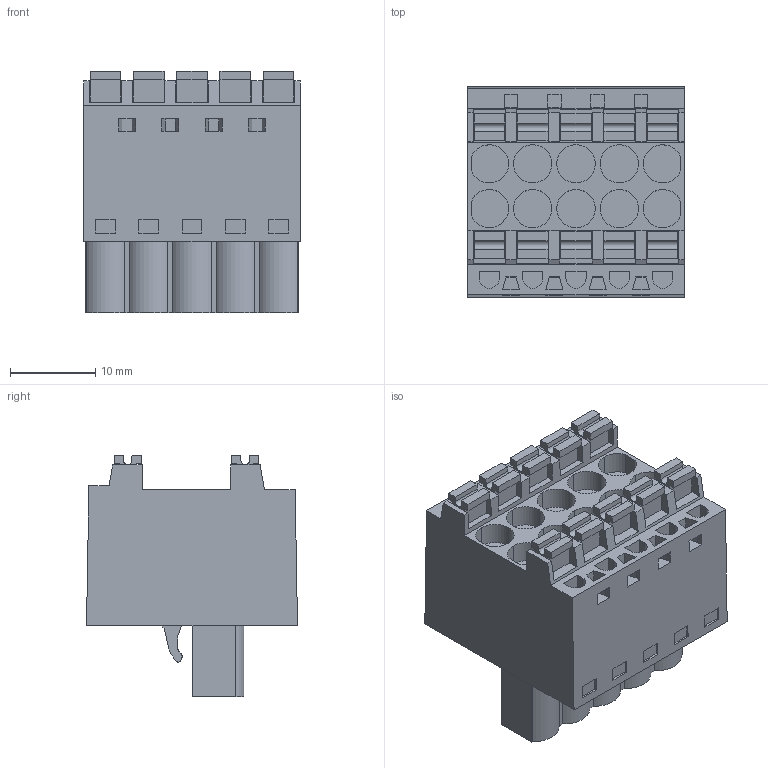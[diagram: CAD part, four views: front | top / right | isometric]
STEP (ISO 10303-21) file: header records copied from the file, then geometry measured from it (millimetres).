
FILE_DESCRIPTION(('CATIA V5 STEP Exchange','CAx-IF Rec.Pracs.--- Model Styling and Organization---1.4--- 2014-01-23'),'2;1');
FILE_NAME ('D1446243_0_1001180000_1001180000.stp','2017-09-09T08:14:58+00:00',('none'),('Weidmueller'),'CATIA Version 5-6 Release 2016','CATIA V5 STEP AP214','none');
FILE_SCHEMA(('AUTOMOTIVE_DESIGN { 1 0 10303 214 1 1 1 1 }'));
Length unit declared in the file: millimetre
Products named in the file (1): 1001180000
Bounding box: 25.4 x 24.75 x 28.33 mm (x, y, z)
Volume: 10738.8 mm3; surface area: 5357.6 mm2
Topology: 11 solids, 11 shells, 543 faces, 1510 edges, 1030 vertices
Faces by surface type: plane 465, cylinder 70, extrusion 8
Entity records: 16037 total; most frequent: ORIENTED_EDGE 3020, CARTESIAN_POINT 2986, DIRECTION 2075, EDGE_CURVE 1510, VECTOR 1349, LINE 1341, VERTEX_POINT 1030, EDGE_LOOP 600
